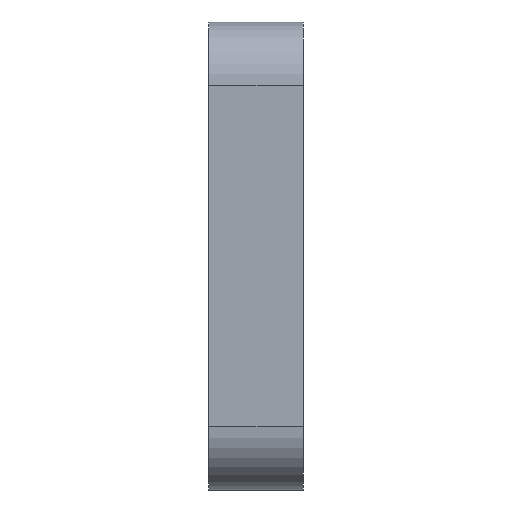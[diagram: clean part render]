
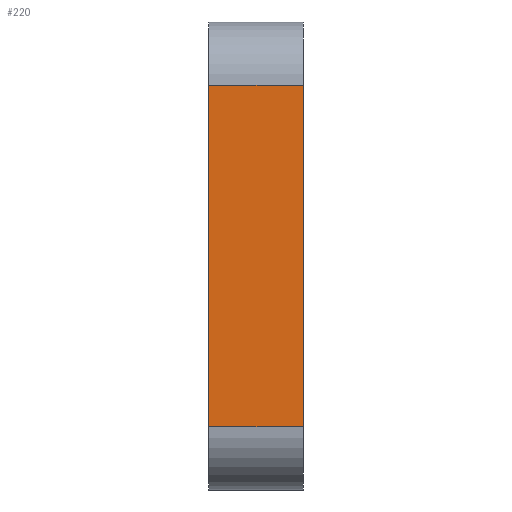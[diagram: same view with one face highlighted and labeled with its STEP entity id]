
A CAD part, left-side view. The second image highlights one B-rep face of the part: STEP entity #220.
In plain terms, the highlighted planar face has unit normal (-1, 0, 0).
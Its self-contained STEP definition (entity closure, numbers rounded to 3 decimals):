
#13 = EDGE_CURVE ( 'NONE', #1624, #33, #2407, .T. ) ;
#33 = VERTEX_POINT ( 'NONE', #2328 ) ;
#184 = VERTEX_POINT ( 'NONE', #2184 ) ;
#220 = ADVANCED_FACE ( 'NONE', ( #1022 ), #1636, .T. ) ;
#253 = CARTESIAN_POINT ( 'NONE',  ( 0., 0., 0. ) ) ;
#467 = CARTESIAN_POINT ( 'NONE',  ( 0., 15., -64. ) ) ;
#529 = CARTESIAN_POINT ( 'NONE',  ( 0., 15., 0. ) ) ;
#549 = ORIENTED_EDGE ( 'NONE', *, *, #1123, .T. ) ;
#575 = CARTESIAN_POINT ( 'NONE',  ( 0., 15., -10. ) ) ;
#617 = EDGE_LOOP ( 'NONE', ( #807, #549, #790, #1040 ) ) ;
#621 = DIRECTION ( 'NONE',  ( 0., 0., -1. ) ) ;
#710 = DIRECTION ( 'NONE',  ( 0., 1., 0. ) ) ;
#713 = VECTOR ( 'NONE', #710, 1000. ) ;
#719 = DIRECTION ( 'NONE',  ( 0., 0., 1. ) ) ;
#752 = VECTOR ( 'NONE', #621, 1000. ) ;
#790 = ORIENTED_EDGE ( 'NONE', *, *, #1158, .F. ) ;
#807 = ORIENTED_EDGE ( 'NONE', *, *, #13, .T. ) ;
#1022 = FACE_OUTER_BOUND ( 'NONE', #617, .T. ) ;
#1023 = DIRECTION ( 'NONE',  ( 0., -1., 0. ) ) ;
#1038 = DIRECTION ( 'NONE',  ( 0., 0., -1. ) ) ;
#1040 = ORIENTED_EDGE ( 'NONE', *, *, #1944, .T. ) ;
#1123 = EDGE_CURVE ( 'NONE', #33, #184, #2290, .T. ) ;
#1158 = EDGE_CURVE ( 'NONE', #2050, #184, #1251, .T. ) ;
#1251 = LINE ( 'NONE', #253, #752 ) ;
#1254 = VECTOR ( 'NONE', #1023, 1000. ) ;
#1324 = AXIS2_PLACEMENT_3D ( 'NONE', #529, #1828, #719 ) ;
#1372 = VECTOR ( 'NONE', #1038, 1000. ) ;
#1441 = CARTESIAN_POINT ( 'NONE',  ( 0., 15., -10. ) ) ;
#1624 = VERTEX_POINT ( 'NONE', #575 ) ;
#1636 = PLANE ( 'NONE',  #1324 ) ;
#1697 = LINE ( 'NONE', #1441, #713 ) ;
#1828 = DIRECTION ( 'NONE',  ( -1., 0., 0. ) ) ;
#1944 = EDGE_CURVE ( 'NONE', #2050, #1624, #1697, .T. ) ;
#2050 = VERTEX_POINT ( 'NONE', #2194 ) ;
#2133 = CARTESIAN_POINT ( 'NONE',  ( 0., 15., 0. ) ) ;
#2184 = CARTESIAN_POINT ( 'NONE',  ( 0., 0., -64. ) ) ;
#2194 = CARTESIAN_POINT ( 'NONE',  ( 0., 0., -10. ) ) ;
#2290 = LINE ( 'NONE', #467, #1254 ) ;
#2328 = CARTESIAN_POINT ( 'NONE',  ( 0., 15., -64. ) ) ;
#2407 = LINE ( 'NONE', #2133, #1372 ) ;
